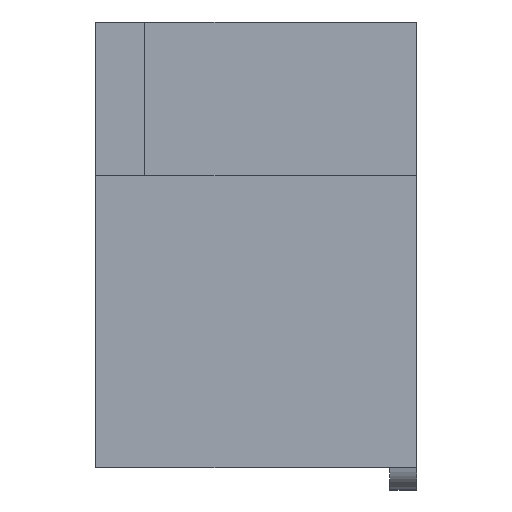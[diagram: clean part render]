
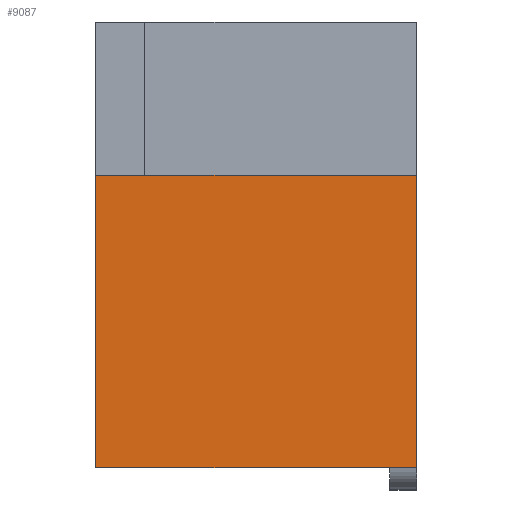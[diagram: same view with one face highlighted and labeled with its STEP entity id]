
A CAD part, left-side view. The second image highlights one B-rep face of the part: STEP entity #9087.
In plain terms, the highlighted planar face has unit normal (-1, 0, 0).
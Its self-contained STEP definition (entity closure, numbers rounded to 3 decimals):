
#39 = CARTESIAN_POINT ( 'NONE',  ( -81.846, 0., -24.8 ) ) ;
#116 = CARTESIAN_POINT ( 'NONE',  ( -81.846, 0., -24.8 ) ) ;
#542 = DIRECTION ( 'NONE',  ( 0., 1., 0. ) ) ;
#787 = VECTOR ( 'NONE', #8975, 1000. ) ;
#1037 = DIRECTION ( 'NONE',  ( 0., 1., 0. ) ) ;
#1449 = CARTESIAN_POINT ( 'NONE',  ( -81.846, 0., 7.8 ) ) ;
#1838 = EDGE_CURVE ( 'NONE', #3673, #9258, #10628, .T. ) ;
#3454 = CARTESIAN_POINT ( 'NONE',  ( -81.846, 0., 7.8 ) ) ;
#3673 = VERTEX_POINT ( 'NONE', #11523 ) ;
#3790 = VERTEX_POINT ( 'NONE', #39 ) ;
#3791 = AXIS2_PLACEMENT_3D ( 'NONE', #3454, #9884, #4373 ) ;
#4373 = DIRECTION ( 'NONE',  ( 0., 0., 1. ) ) ;
#4412 = VERTEX_POINT ( 'NONE', #5729 ) ;
#4814 = VECTOR ( 'NONE', #1037, 1000. ) ;
#5094 = ORIENTED_EDGE ( 'NONE', *, *, #7458, .F. ) ;
#5292 = ORIENTED_EDGE ( 'NONE', *, *, #6368, .F. ) ;
#5729 = CARTESIAN_POINT ( 'NONE',  ( -81.846, 35.8, -24.8 ) ) ;
#6041 = LINE ( 'NONE', #8048, #787 ) ;
#6368 = EDGE_CURVE ( 'NONE', #3673, #3790, #11125, .T. ) ;
#6453 = FACE_OUTER_BOUND ( 'NONE', #7516, .T. ) ;
#7458 = EDGE_CURVE ( 'NONE', #3790, #4412, #9587, .T. ) ;
#7516 = EDGE_LOOP ( 'NONE', ( #9008, #11716, #5094, #5292 ) ) ;
#8048 = CARTESIAN_POINT ( 'NONE',  ( -81.846, 35.8, 7.8 ) ) ;
#8095 = VECTOR ( 'NONE', #11281, 1000. ) ;
#8975 = DIRECTION ( 'NONE',  ( 0., 0., -1. ) ) ;
#9008 = ORIENTED_EDGE ( 'NONE', *, *, #1838, .T. ) ;
#9087 = ADVANCED_FACE ( 'NONE', ( #6453 ), #11715, .T. ) ;
#9258 = VERTEX_POINT ( 'NONE', #11555 ) ;
#9587 = LINE ( 'NONE', #116, #4814 ) ;
#9884 = DIRECTION ( 'NONE',  ( -1., 0., 0. ) ) ;
#10324 = CARTESIAN_POINT ( 'NONE',  ( -81.846, 0., 7.8 ) ) ;
#10628 = LINE ( 'NONE', #1449, #10960 ) ;
#10785 = EDGE_CURVE ( 'NONE', #9258, #4412, #6041, .T. ) ;
#10960 = VECTOR ( 'NONE', #542, 1000. ) ;
#11125 = LINE ( 'NONE', #10324, #8095 ) ;
#11281 = DIRECTION ( 'NONE',  ( 0., 0., -1. ) ) ;
#11523 = CARTESIAN_POINT ( 'NONE',  ( -81.846, 0., 7.8 ) ) ;
#11555 = CARTESIAN_POINT ( 'NONE',  ( -81.846, 35.8, 7.8 ) ) ;
#11715 = PLANE ( 'NONE',  #3791 ) ;
#11716 = ORIENTED_EDGE ( 'NONE', *, *, #10785, .T. ) ;
